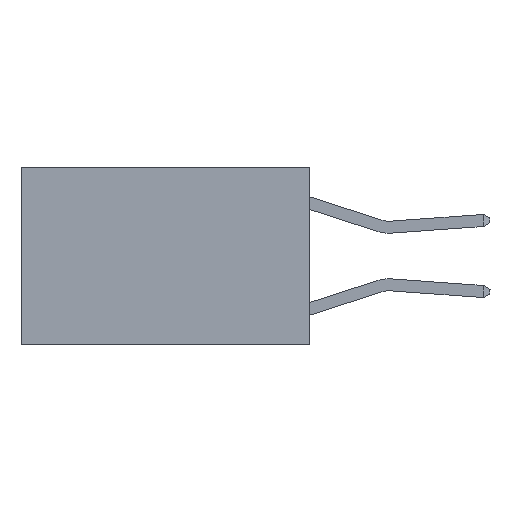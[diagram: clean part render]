
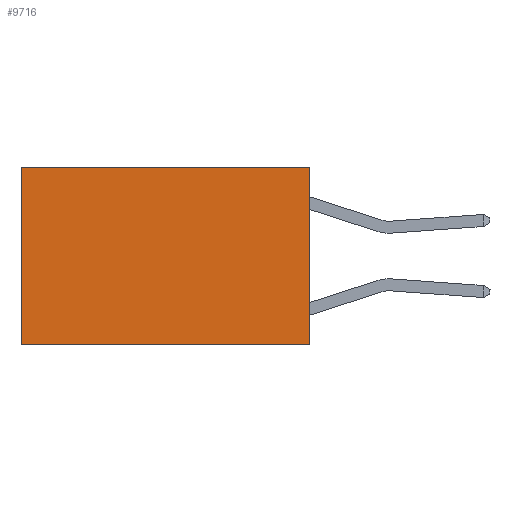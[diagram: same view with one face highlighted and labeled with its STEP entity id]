
A CAD part, left-side view. The second image highlights one B-rep face of the part: STEP entity #9716.
In plain terms, the highlighted planar face has unit normal (-1, 0, 0).
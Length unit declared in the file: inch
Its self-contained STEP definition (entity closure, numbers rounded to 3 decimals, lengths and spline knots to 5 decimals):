
#116 = VECTOR ( 'NONE', #14289, 39.37008 ) ;
#127 = LINE ( 'NONE', #379, #14249 ) ;
#379 = CARTESIAN_POINT ( 'NONE',  ( 0.2625, 0., 0. ) ) ;
#451 = VERTEX_POINT ( 'NONE', #12998 ) ;
#973 = VERTEX_POINT ( 'NONE', #4395 ) ;
#1019 = VECTOR ( 'NONE', #8707, 39.37008 ) ;
#1322 = VERTEX_POINT ( 'NONE', #4321 ) ;
#2551 = ORIENTED_EDGE ( 'NONE', *, *, #5109, .T. ) ;
#2745 = PLANE ( 'NONE',  #8069 ) ;
#3104 = ORIENTED_EDGE ( 'NONE', *, *, #3472, .F. ) ;
#3472 = EDGE_CURVE ( 'NONE', #973, #1322, #127, .T. ) ;
#3699 = DIRECTION ( 'NONE',  ( 0., 0., -1. ) ) ;
#4004 = DIRECTION ( 'NONE',  ( 0., 0., -1. ) ) ;
#4051 = EDGE_LOOP ( 'NONE', ( #2551, #9223, #3104, #8350 ) ) ;
#4321 = CARTESIAN_POINT ( 'NONE',  ( 0.2625, 0., -0.37 ) ) ;
#4395 = CARTESIAN_POINT ( 'NONE',  ( 0.2625, 0., 0. ) ) ;
#5041 = EDGE_CURVE ( 'NONE', #1322, #451, #12468, .T. ) ;
#5109 = EDGE_CURVE ( 'NONE', #5814, #451, #7442, .T. ) ;
#5814 = VERTEX_POINT ( 'NONE', #9446 ) ;
#6460 = CARTESIAN_POINT ( 'NONE',  ( 0.2625, 0., -0.37 ) ) ;
#6906 = EDGE_CURVE ( 'NONE', #973, #5814, #8286, .T. ) ;
#7015 = CARTESIAN_POINT ( 'NONE',  ( 0.2625, 0., 0. ) ) ;
#7442 = LINE ( 'NONE', #10981, #1019 ) ;
#8069 = AXIS2_PLACEMENT_3D ( 'NONE', #11957, #10821, #4004 ) ;
#8286 = LINE ( 'NONE', #7015, #13495 ) ;
#8350 = ORIENTED_EDGE ( 'NONE', *, *, #6906, .T. ) ;
#8707 = DIRECTION ( 'NONE',  ( 0., 0., -1. ) ) ;
#9223 = ORIENTED_EDGE ( 'NONE', *, *, #5041, .F. ) ;
#9346 = DIRECTION ( 'NONE',  ( 0., 1., 0. ) ) ;
#9446 = CARTESIAN_POINT ( 'NONE',  ( 0.2625, 0.6, 0. ) ) ;
#9716 = ADVANCED_FACE ( 'NONE', ( #13919 ), #2745, .F. ) ;
#10821 = DIRECTION ( 'NONE',  ( 1., 0., 0. ) ) ;
#10981 = CARTESIAN_POINT ( 'NONE',  ( 0.2625, 0.6, 0. ) ) ;
#11957 = CARTESIAN_POINT ( 'NONE',  ( 0.2625, 0., 0. ) ) ;
#12468 = LINE ( 'NONE', #6460, #116 ) ;
#12998 = CARTESIAN_POINT ( 'NONE',  ( 0.2625, 0.6, -0.37 ) ) ;
#13495 = VECTOR ( 'NONE', #9346, 39.37008 ) ;
#13919 = FACE_OUTER_BOUND ( 'NONE', #4051, .T. ) ;
#14249 = VECTOR ( 'NONE', #3699, 39.37008 ) ;
#14289 = DIRECTION ( 'NONE',  ( 0., 1., 0. ) ) ;
